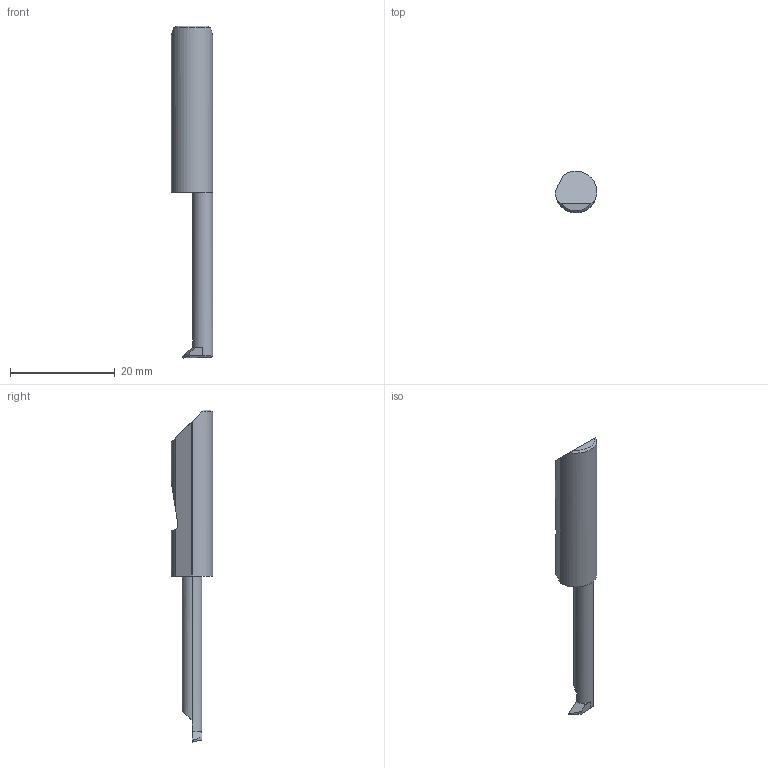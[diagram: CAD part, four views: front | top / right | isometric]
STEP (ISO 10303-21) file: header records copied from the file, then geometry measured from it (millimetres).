
FILE_DESCRIPTION (( 'STEP AP214' ), '1' );
FILE_NAME ('Micro_QPR-2301250X.STEP', '2021-09-08T18:09:54', ( '' ), ( '' ), 'SwSTEP 2.0', 'SolidWorks 2020', '' );
FILE_SCHEMA (( 'AUTOMOTIVE_DESIGN' ));
Length unit declared in the file: inch
Products named in the file (1): Micro_QPR-2301250X
Bounding box: 7.94 x 7.92 x 63.5 mm (x, y, z)
Volume: 1747 mm3; surface area: 1210.7 mm2
Topology: 1 solids, 1 shells, 23 faces, 57 edges, 36 vertices
Faces by surface type: plane 13, cylinder 9, cone 1
Entity records: 749 total; most frequent: CARTESIAN_POINT 212, ORIENTED_EDGE 114, DIRECTION 92, EDGE_CURVE 57, VERTEX_POINT 36, AXIS2_PLACEMENT_3D 32, VECTOR 28, LINE 28
